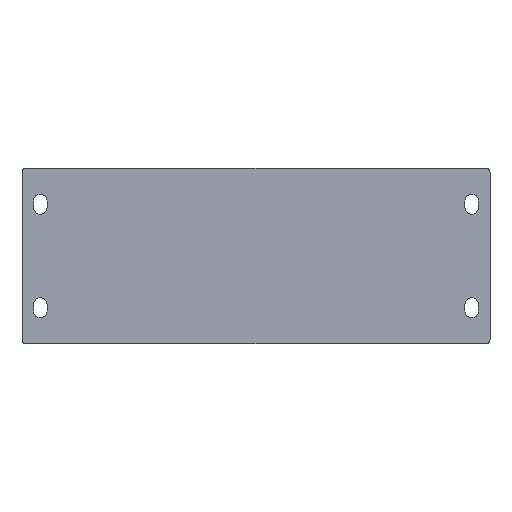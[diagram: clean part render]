
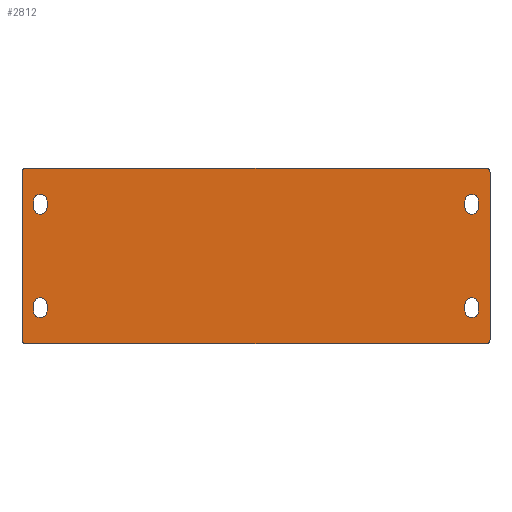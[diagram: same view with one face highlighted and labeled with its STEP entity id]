
A CAD part, front view. The second image highlights one B-rep face of the part: STEP entity #2812.
In plain terms, the highlighted planar face has unit normal (0, -1, 0).
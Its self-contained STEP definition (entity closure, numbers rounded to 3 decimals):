
#34=FACE_BOUND('',#429,.T.);
#35=FACE_BOUND('',#430,.T.);
#36=FACE_BOUND('',#431,.T.);
#37=FACE_BOUND('',#432,.T.);
#117=PLANE('',#3015);
#258=FACE_OUTER_BOUND('',#428,.T.);
#428=EDGE_LOOP('',(#2278,#2279,#2280,#2281,#2282,#2283,#2284,#2285));
#429=EDGE_LOOP('',(#2286,#2287,#2288,#2289));
#430=EDGE_LOOP('',(#2290,#2291,#2292,#2293));
#431=EDGE_LOOP('',(#2294,#2295,#2296,#2297));
#432=EDGE_LOOP('',(#2298,#2299,#2300,#2301));
#692=LINE('',#4320,#1015);
#695=LINE('',#4326,#1018);
#696=LINE('',#4330,#1019);
#697=LINE('',#4334,#1020);
#698=LINE('',#4340,#1021);
#699=LINE('',#4343,#1022);
#700=LINE('',#4348,#1023);
#701=LINE('',#4351,#1024);
#702=LINE('',#4356,#1025);
#703=LINE('',#4359,#1026);
#704=LINE('',#4364,#1027);
#705=LINE('',#4367,#1028);
#1015=VECTOR('',#3530,43.5);
#1018=VECTOR('',#3535,119.5);
#1019=VECTOR('',#3538,43.5);
#1020=VECTOR('',#3541,119.5);
#1021=VECTOR('',#3546,1.65);
#1022=VECTOR('',#3549,1.65);
#1023=VECTOR('',#3552,1.65);
#1024=VECTOR('',#3555,1.65);
#1025=VECTOR('',#3558,1.65);
#1026=VECTOR('',#3561,1.65);
#1027=VECTOR('',#3564,1.65);
#1028=VECTOR('',#3567,1.65);
#1222=CIRCLE('',#3013,1.);
#1223=CIRCLE('',#3016,1.);
#1224=CIRCLE('',#3017,1.);
#1225=CIRCLE('',#3018,1.);
#1226=CIRCLE('',#3019,1.75);
#1227=CIRCLE('',#3020,1.75);
#1228=CIRCLE('',#3021,1.75);
#1229=CIRCLE('',#3022,1.75);
#1230=CIRCLE('',#3023,1.75);
#1231=CIRCLE('',#3024,1.75);
#1232=CIRCLE('',#3025,1.75);
#1233=CIRCLE('',#3026,1.75);
#1387=VERTEX_POINT('',#4313);
#1388=VERTEX_POINT('',#4315);
#1389=VERTEX_POINT('',#4319);
#1391=VERTEX_POINT('',#4325);
#1392=VERTEX_POINT('',#4327);
#1393=VERTEX_POINT('',#4329);
#1394=VERTEX_POINT('',#4331);
#1395=VERTEX_POINT('',#4333);
#1396=VERTEX_POINT('',#4336);
#1397=VERTEX_POINT('',#4337);
#1398=VERTEX_POINT('',#4339);
#1399=VERTEX_POINT('',#4341);
#1400=VERTEX_POINT('',#4344);
#1401=VERTEX_POINT('',#4345);
#1402=VERTEX_POINT('',#4347);
#1403=VERTEX_POINT('',#4349);
#1404=VERTEX_POINT('',#4352);
#1405=VERTEX_POINT('',#4353);
#1406=VERTEX_POINT('',#4355);
#1407=VERTEX_POINT('',#4357);
#1408=VERTEX_POINT('',#4360);
#1409=VERTEX_POINT('',#4361);
#1410=VERTEX_POINT('',#4363);
#1411=VERTEX_POINT('',#4365);
#1718=EDGE_CURVE('',#1387,#1388,#1222,.T.);
#1720=EDGE_CURVE('',#1388,#1389,#692,.T.);
#1723=EDGE_CURVE('',#1387,#1391,#695,.T.);
#1724=EDGE_CURVE('',#1392,#1391,#1223,.T.);
#1725=EDGE_CURVE('',#1392,#1393,#696,.T.);
#1726=EDGE_CURVE('',#1394,#1393,#1224,.T.);
#1727=EDGE_CURVE('',#1395,#1394,#697,.T.);
#1728=EDGE_CURVE('',#1389,#1395,#1225,.T.);
#1729=EDGE_CURVE('',#1396,#1397,#1226,.T.);
#1730=EDGE_CURVE('',#1398,#1396,#698,.T.);
#1731=EDGE_CURVE('',#1399,#1398,#1227,.T.);
#1732=EDGE_CURVE('',#1397,#1399,#699,.T.);
#1733=EDGE_CURVE('',#1400,#1401,#1228,.T.);
#1734=EDGE_CURVE('',#1402,#1400,#700,.T.);
#1735=EDGE_CURVE('',#1403,#1402,#1229,.T.);
#1736=EDGE_CURVE('',#1401,#1403,#701,.T.);
#1737=EDGE_CURVE('',#1404,#1405,#1230,.T.);
#1738=EDGE_CURVE('',#1405,#1406,#702,.T.);
#1739=EDGE_CURVE('',#1406,#1407,#1231,.T.);
#1740=EDGE_CURVE('',#1407,#1404,#703,.T.);
#1741=EDGE_CURVE('',#1408,#1409,#1232,.T.);
#1742=EDGE_CURVE('',#1409,#1410,#704,.T.);
#1743=EDGE_CURVE('',#1410,#1411,#1233,.T.);
#1744=EDGE_CURVE('',#1411,#1408,#705,.T.);
#2278=ORIENTED_EDGE('',*,*,#1718,.F.);
#2279=ORIENTED_EDGE('',*,*,#1723,.T.);
#2280=ORIENTED_EDGE('',*,*,#1724,.F.);
#2281=ORIENTED_EDGE('',*,*,#1725,.T.);
#2282=ORIENTED_EDGE('',*,*,#1726,.F.);
#2283=ORIENTED_EDGE('',*,*,#1727,.F.);
#2284=ORIENTED_EDGE('',*,*,#1728,.F.);
#2285=ORIENTED_EDGE('',*,*,#1720,.F.);
#2286=ORIENTED_EDGE('',*,*,#1729,.F.);
#2287=ORIENTED_EDGE('',*,*,#1730,.F.);
#2288=ORIENTED_EDGE('',*,*,#1731,.F.);
#2289=ORIENTED_EDGE('',*,*,#1732,.F.);
#2290=ORIENTED_EDGE('',*,*,#1733,.F.);
#2291=ORIENTED_EDGE('',*,*,#1734,.F.);
#2292=ORIENTED_EDGE('',*,*,#1735,.F.);
#2293=ORIENTED_EDGE('',*,*,#1736,.F.);
#2294=ORIENTED_EDGE('',*,*,#1737,.T.);
#2295=ORIENTED_EDGE('',*,*,#1738,.T.);
#2296=ORIENTED_EDGE('',*,*,#1739,.T.);
#2297=ORIENTED_EDGE('',*,*,#1740,.T.);
#2298=ORIENTED_EDGE('',*,*,#1741,.T.);
#2299=ORIENTED_EDGE('',*,*,#1742,.T.);
#2300=ORIENTED_EDGE('',*,*,#1743,.T.);
#2301=ORIENTED_EDGE('',*,*,#1744,.T.);
#2812=ADVANCED_FACE('',(#258,#34,#35,#36,#37),#117,.T.);
#3013=AXIS2_PLACEMENT_3D('',#4316,#3525,#3526);
#3015=AXIS2_PLACEMENT_3D('',#4324,#3533,#3534);
#3016=AXIS2_PLACEMENT_3D('',#4328,#3536,#3537);
#3017=AXIS2_PLACEMENT_3D('',#4332,#3539,#3540);
#3018=AXIS2_PLACEMENT_3D('',#4335,#3542,#3543);
#3019=AXIS2_PLACEMENT_3D('',#4338,#3544,#3545);
#3020=AXIS2_PLACEMENT_3D('',#4342,#3547,#3548);
#3021=AXIS2_PLACEMENT_3D('',#4346,#3550,#3551);
#3022=AXIS2_PLACEMENT_3D('',#4350,#3553,#3554);
#3023=AXIS2_PLACEMENT_3D('',#4354,#3556,#3557);
#3024=AXIS2_PLACEMENT_3D('',#4358,#3559,#3560);
#3025=AXIS2_PLACEMENT_3D('',#4362,#3562,#3563);
#3026=AXIS2_PLACEMENT_3D('',#4366,#3565,#3566);
#3525=DIRECTION('center_axis',(0.,1.,0.));
#3526=DIRECTION('ref_axis',(0.707,0.,0.707));
#3530=DIRECTION('',(0.,0.,-1.));
#3533=DIRECTION('center_axis',(0.,-1.,0.));
#3534=DIRECTION('ref_axis',(1.,0.,0.));
#3535=DIRECTION('',(-1.,0.,0.));
#3536=DIRECTION('center_axis',(0.,1.,0.));
#3537=DIRECTION('ref_axis',(-0.707,0.,0.707));
#3538=DIRECTION('',(0.,0.,-1.));
#3539=DIRECTION('center_axis',(0.,1.,0.));
#3540=DIRECTION('ref_axis',(-0.707,0.,-0.707));
#3541=DIRECTION('',(-1.,0.,0.));
#3542=DIRECTION('center_axis',(0.,1.,0.));
#3543=DIRECTION('ref_axis',(0.707,0.,-0.707));
#3544=DIRECTION('center_axis',(0.,-1.,0.));
#3545=DIRECTION('ref_axis',(-1.,0.,0.));
#3546=DIRECTION('',(0.,0.,1.));
#3547=DIRECTION('center_axis',(0.,-1.,0.));
#3548=DIRECTION('ref_axis',(1.,0.,0.));
#3549=DIRECTION('',(0.,0.,-1.));
#3550=DIRECTION('center_axis',(0.,-1.,0.));
#3551=DIRECTION('ref_axis',(1.,0.,0.));
#3552=DIRECTION('',(0.,0.,1.));
#3553=DIRECTION('center_axis',(0.,-1.,0.));
#3554=DIRECTION('ref_axis',(-1.,0.,0.));
#3555=DIRECTION('',(0.,0.,-1.));
#3556=DIRECTION('center_axis',(0.,1.,0.));
#3557=DIRECTION('ref_axis',(1.,0.,0.));
#3558=DIRECTION('',(0.,0.,-1.));
#3559=DIRECTION('center_axis',(0.,1.,0.));
#3560=DIRECTION('ref_axis',(-1.,0.,0.));
#3561=DIRECTION('',(0.,0.,1.));
#3562=DIRECTION('center_axis',(0.,1.,0.));
#3563=DIRECTION('ref_axis',(-1.,0.,0.));
#3564=DIRECTION('',(0.,0.,-1.));
#3565=DIRECTION('center_axis',(0.,1.,0.));
#3566=DIRECTION('ref_axis',(1.,0.,0.));
#3567=DIRECTION('',(0.,0.,1.));
#4313=CARTESIAN_POINT('',(59.75,-10.,22.75));
#4315=CARTESIAN_POINT('',(60.75,-10.,21.75));
#4316=CARTESIAN_POINT('Origin',(59.75,-10.,21.75));
#4319=CARTESIAN_POINT('',(60.75,-10.,-21.75));
#4320=CARTESIAN_POINT('',(60.75,-10.,22.75));
#4324=CARTESIAN_POINT('Origin',(-50.,-10.,0.));
#4325=CARTESIAN_POINT('',(-59.75,-10.,22.75));
#4326=CARTESIAN_POINT('',(-50.,-10.,22.75));
#4327=CARTESIAN_POINT('',(-60.75,-10.,21.75));
#4328=CARTESIAN_POINT('Origin',(-59.75,-10.,21.75));
#4329=CARTESIAN_POINT('',(-60.75,-10.,-21.75));
#4330=CARTESIAN_POINT('',(-60.75,-10.,22.75));
#4331=CARTESIAN_POINT('',(-59.75,-10.,-22.75));
#4332=CARTESIAN_POINT('Origin',(-59.75,-10.,-21.75));
#4333=CARTESIAN_POINT('',(59.75,-10.,-22.75));
#4334=CARTESIAN_POINT('',(60.75,-10.,-22.75));
#4335=CARTESIAN_POINT('Origin',(59.75,-10.,-21.75));
#4336=CARTESIAN_POINT('',(57.75,-10.,-12.6));
#4337=CARTESIAN_POINT('',(54.25,-10.,-12.6));
#4338=CARTESIAN_POINT('Origin',(56.,-10.,-12.6));
#4339=CARTESIAN_POINT('',(57.75,-10.,-14.25));
#4340=CARTESIAN_POINT('',(57.75,-10.,-7.125));
#4341=CARTESIAN_POINT('',(54.25,-10.,-14.25));
#4342=CARTESIAN_POINT('Origin',(56.,-10.,-14.25));
#4343=CARTESIAN_POINT('',(54.25,-10.,-6.3));
#4344=CARTESIAN_POINT('',(57.75,-10.,14.25));
#4345=CARTESIAN_POINT('',(54.25,-10.,14.25));
#4346=CARTESIAN_POINT('Origin',(56.,-10.,14.25));
#4347=CARTESIAN_POINT('',(57.75,-10.,12.6));
#4348=CARTESIAN_POINT('',(57.75,-10.,6.3));
#4349=CARTESIAN_POINT('',(54.25,-10.,12.6));
#4350=CARTESIAN_POINT('Origin',(56.,-10.,12.6));
#4351=CARTESIAN_POINT('',(54.25,-10.,7.125));
#4352=CARTESIAN_POINT('',(-57.75,-10.,-12.6));
#4353=CARTESIAN_POINT('',(-54.25,-10.,-12.6));
#4354=CARTESIAN_POINT('Origin',(-56.,-10.,-12.6));
#4355=CARTESIAN_POINT('',(-54.25,-10.,-14.25));
#4356=CARTESIAN_POINT('',(-54.25,-10.,-6.3));
#4357=CARTESIAN_POINT('',(-57.75,-10.,-14.25));
#4358=CARTESIAN_POINT('Origin',(-56.,-10.,-14.25));
#4359=CARTESIAN_POINT('',(-57.75,-10.,-7.125));
#4360=CARTESIAN_POINT('',(-57.75,-10.,14.25));
#4361=CARTESIAN_POINT('',(-54.25,-10.,14.25));
#4362=CARTESIAN_POINT('Origin',(-56.,-10.,14.25));
#4363=CARTESIAN_POINT('',(-54.25,-10.,12.6));
#4364=CARTESIAN_POINT('',(-54.25,-10.,7.125));
#4365=CARTESIAN_POINT('',(-57.75,-10.,12.6));
#4366=CARTESIAN_POINT('Origin',(-56.,-10.,12.6));
#4367=CARTESIAN_POINT('',(-57.75,-10.,6.3));
